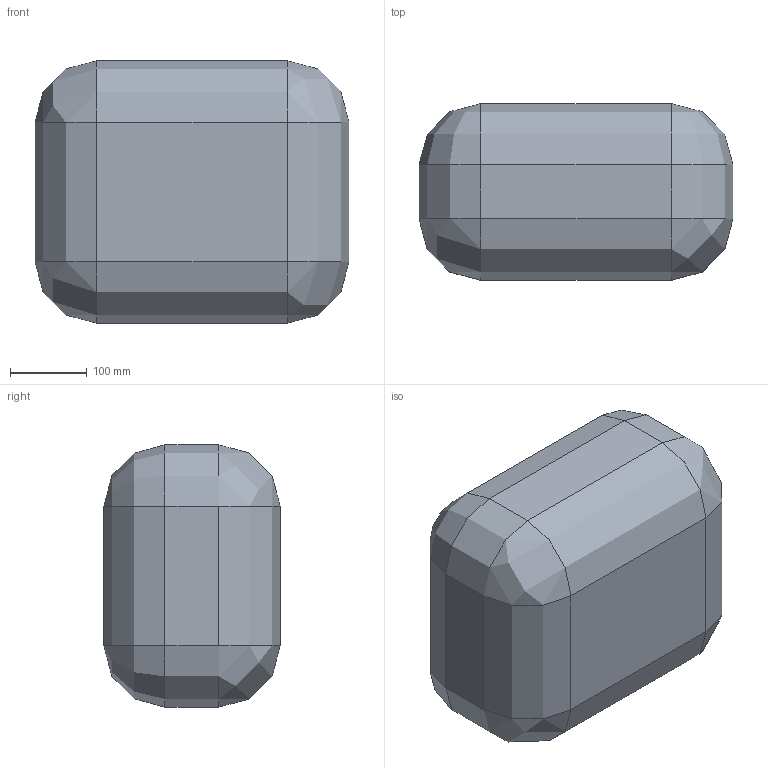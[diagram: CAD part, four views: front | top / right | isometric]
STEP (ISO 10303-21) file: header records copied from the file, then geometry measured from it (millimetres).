
FILE_DESCRIPTION (( 'STEP AP214' ), '1' );
FILE_NAME ('Êåéñ Ï230 óïð.STEP', '2025-08-13T14:47:06', ( '' ), ( '' ), 'SwSTEP 2.0', 'SolidWorks 2021', '' );
FILE_SCHEMA (( 'AUTOMOTIVE_DESIGN' ));
Length unit declared in the file: millimetre
Products named in the file (3): Êîðïóñ Ï230(Óïð); Êåéñ Ï230 óïð; Êðûøêà Ï230(Óïð)
Assembly tree (2 placements, depth 2):
  Êåéñ Ï230 óïð
    Êîðïóñ Ï230(Óïð)
    Êðûøêà Ï230(Óïð)
Bounding box: 408.39 x 229.56 x 341.31 mm (x, y, z)
Volume: 17904855.5 mm3
Topology: 9 solids, 47 shells, 1047 faces, 2654 edges, 1711 vertices
Faces by surface type: plane 491, bspline 364, cylinder 184, sphere 4, torus 4
Full cylindrical faces by diameter (mm): 6.86 x6
Entity records: 52537 total; most frequent: CARTESIAN_POINT 30210, ORIENTED_EDGE 5382, DIRECTION 3233, EDGE_CURVE 2691, VERTEX_POINT 1715, LINE 1501, VECTOR 1501, EDGE_LOOP 1122
